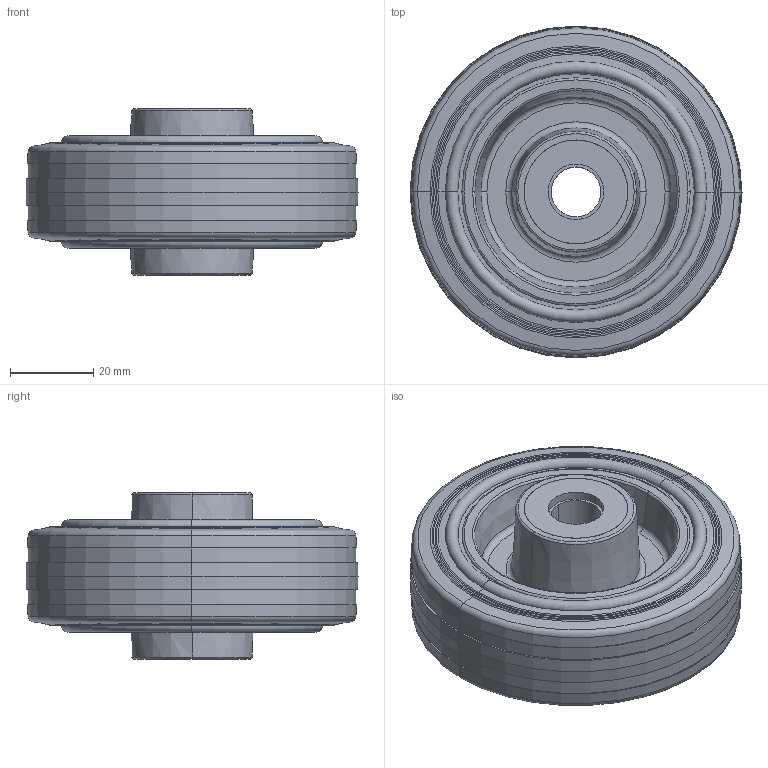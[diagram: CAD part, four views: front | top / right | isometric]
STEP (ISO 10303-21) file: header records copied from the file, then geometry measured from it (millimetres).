
FILE_DESCRIPTION (( 'STEP AP214' ), '1' );
FILE_NAME ('0047403.step', '2023-09-19T07:29:43', ( '' ), ( '' ), 'SwSTEP 2.0', 'SolidWorks 2020', '' );
FILE_SCHEMA (( 'AUTOMOTIVE_DESIGN' ));
Length unit declared in the file: millimetre
Products named in the file (5): S116158_STPK-080-28-40-R12_Deckel; 0047403; S116157_STPK-080-28-40-R12_Band; Rollenlager_vereinfacht_TF_0016115_ROLA12-23_35; S116156_STPK-080-28-40-R12_Felge
Assembly tree (4 placements, depth 2):
  0047403
    S116156_STPK-080-28-40-R12_Felge
    S116158_STPK-080-28-40-R12_Deckel
    S116157_STPK-080-28-40-R12_Band
    Rollenlager_vereinfacht_TF_0016115_ROLA12-23_35
Bounding box: 80 x 80 x 40 mm (x, y, z)
Volume: 104145 mm3; surface area: 38886.2 mm2
Topology: 4 solids, 4 shells, 128 faces, 256 edges, 150 vertices
Faces by surface type: torus 44, cone 32, cylinder 30, plane 22
Entity records: 3572 total; most frequent: DIRECTION 720, CARTESIAN_POINT 541, ORIENTED_EDGE 512, AXIS2_PLACEMENT_3D 329, EDGE_CURVE 256, CIRCLE 194, VERTEX_POINT 150, EDGE_LOOP 150
